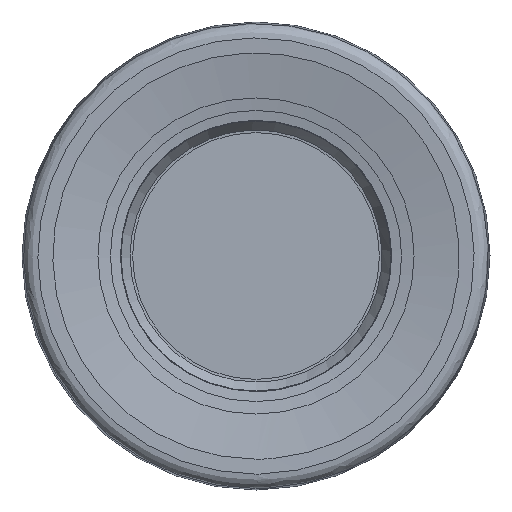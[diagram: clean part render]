
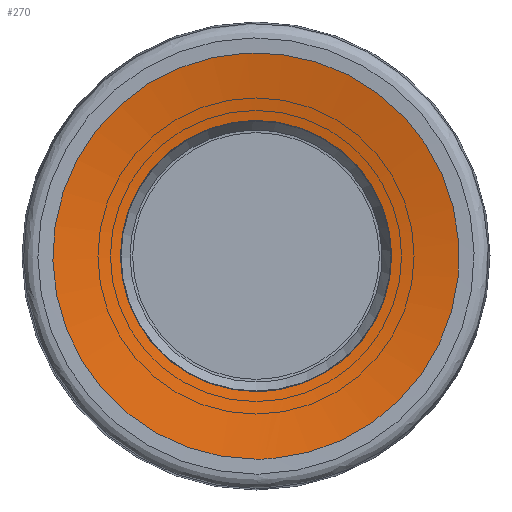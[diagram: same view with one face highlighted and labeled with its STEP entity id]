
A CAD part, left-side view. The second image highlights one B-rep face of the part: STEP entity #270.
In plain terms, the highlighted face is a revolution surface.
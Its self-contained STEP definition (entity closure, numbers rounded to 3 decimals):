
#35=SURFACE_OF_REVOLUTION('',#53,#45);
#45=AXIS1_PLACEMENT('',#671,#587);
#53=LINE('',#670,#61);
#61=VECTOR('',#586,3.87);
#244=FACE_BOUND('',#322,.T.);
#245=FACE_BOUND('',#323,.T.);
#270=ADVANCED_FACE('',(#244,#245),#35,.T.);
#322=EDGE_LOOP('',(#370));
#323=EDGE_LOOP('',(#371));
#370=ORIENTED_EDGE('',*,*,#411,.F.);
#371=ORIENTED_EDGE('',*,*,#419,.T.);
#387=VERTEX_POINT('',#635);
#395=VERTEX_POINT('',#667);
#411=EDGE_CURVE('',#387,#387,#435,.T.);
#419=EDGE_CURVE('',#395,#395,#443,.T.);
#435=CIRCLE('',#475,10.925);
#443=CIRCLE('',#485,7.285);
#475=AXIS2_PLACEMENT_3D('',#634,#548,#549);
#485=AXIS2_PLACEMENT_3D('',#666,#582,#583);
#548=DIRECTION('',(1.,0.,0.));
#549=DIRECTION('',(0.,0.,-1.));
#582=DIRECTION('',(1.,0.,0.));
#583=DIRECTION('',(0.,0.,-1.));
#586=DIRECTION('',(-0.166,-0.963,-0.211));
#587=DIRECTION('',(1.,0.,0.));
#634=CARTESIAN_POINT('',(0.064,0.,0.));
#635=CARTESIAN_POINT('',(0.064,0.,-10.925));
#666=CARTESIAN_POINT('',(0.707,0.,0.));
#667=CARTESIAN_POINT('',(0.707,0.,-7.285));
#670=CARTESIAN_POINT('',(0.707,-7.19,1.171));
#671=CARTESIAN_POINT('',(0.,0.,0.));
